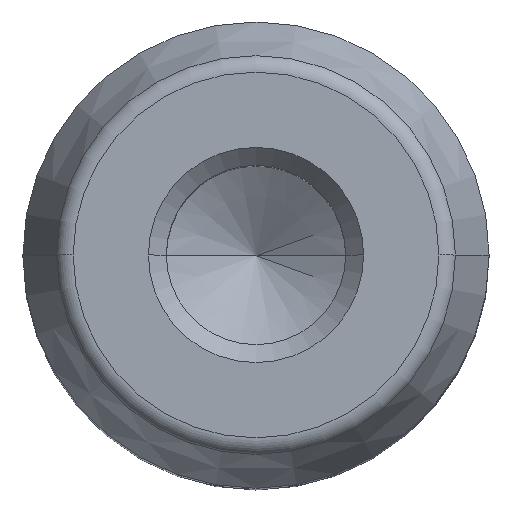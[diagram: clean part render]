
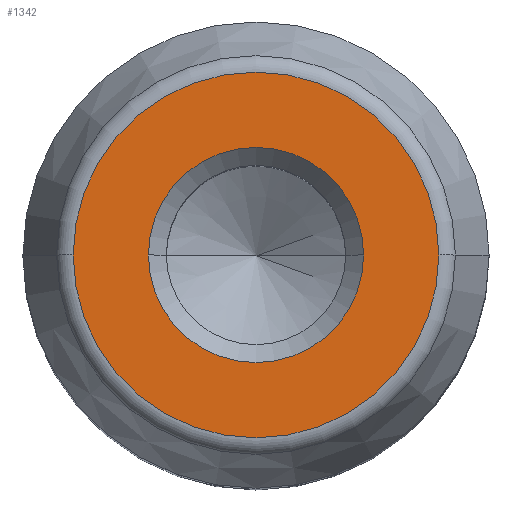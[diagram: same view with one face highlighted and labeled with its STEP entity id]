
A CAD part, top view. The second image highlights one B-rep face of the part: STEP entity #1342.
In plain terms, the highlighted planar face has unit normal (0, 0, 1).
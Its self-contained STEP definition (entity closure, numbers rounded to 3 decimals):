
#43 = AXIS2_PLACEMENT_3D ( 'NONE', #314, #1087, #425 ) ;
#64 = DIRECTION ( 'NONE',  ( 0., 0., -1. ) ) ;
#89 = FACE_OUTER_BOUND ( 'NONE', #541, .T. ) ;
#126 = CARTESIAN_POINT ( 'NONE',  ( 0., 0., 30. ) ) ;
#136 = EDGE_LOOP ( 'NONE', ( #555, #166 ) ) ;
#166 = ORIENTED_EDGE ( 'NONE', *, *, #546, .T. ) ;
#228 = DIRECTION ( 'NONE',  ( 1., 0., 0. ) ) ;
#288 = CARTESIAN_POINT ( 'NONE',  ( 5.099, 0., 30. ) ) ;
#314 = CARTESIAN_POINT ( 'NONE',  ( 0., 0., 30. ) ) ;
#331 = VERTEX_POINT ( 'NONE', #1268 ) ;
#372 = FACE_BOUND ( 'NONE', #136, .T. ) ;
#390 = CIRCLE ( 'NONE', #655, 3. ) ;
#425 = DIRECTION ( 'NONE',  ( 1., 0., 0. ) ) ;
#426 = CIRCLE ( 'NONE', #429, 5.099 ) ;
#429 = AXIS2_PLACEMENT_3D ( 'NONE', #1317, #658, #1433 ) ;
#470 = EDGE_CURVE ( 'NONE', #824, #1019, #426, .T. ) ;
#541 = EDGE_LOOP ( 'NONE', ( #988, #1037 ) ) ;
#546 = EDGE_CURVE ( 'NONE', #331, #558, #390, .T. ) ;
#555 = ORIENTED_EDGE ( 'NONE', *, *, #1181, .T. ) ;
#558 = VERTEX_POINT ( 'NONE', #1325 ) ;
#635 = EDGE_CURVE ( 'NONE', #1019, #824, #913, .T. ) ;
#655 = AXIS2_PLACEMENT_3D ( 'NONE', #126, #887, #228 ) ;
#658 = DIRECTION ( 'NONE',  ( 0., 0., 1. ) ) ;
#717 = CARTESIAN_POINT ( 'NONE',  ( 0., 0., 30. ) ) ;
#806 = AXIS2_PLACEMENT_3D ( 'NONE', #859, #1291, #968 ) ;
#824 = VERTEX_POINT ( 'NONE', #1246 ) ;
#835 = DIRECTION ( 'NONE',  ( 1., 0., 0. ) ) ;
#859 = CARTESIAN_POINT ( 'NONE',  ( 0., 0., 30. ) ) ;
#887 = DIRECTION ( 'NONE',  ( 0., 0., -1. ) ) ;
#913 = CIRCLE ( 'NONE', #43, 5.099 ) ;
#968 = DIRECTION ( 'NONE',  ( 1., 0., 0. ) ) ;
#988 = ORIENTED_EDGE ( 'NONE', *, *, #635, .T. ) ;
#1019 = VERTEX_POINT ( 'NONE', #288 ) ;
#1037 = ORIENTED_EDGE ( 'NONE', *, *, #470, .T. ) ;
#1087 = DIRECTION ( 'NONE',  ( 0., 0., 1. ) ) ;
#1181 = EDGE_CURVE ( 'NONE', #558, #331, #1401, .T. ) ;
#1246 = CARTESIAN_POINT ( 'NONE',  ( -5.099, 0., 30. ) ) ;
#1268 = CARTESIAN_POINT ( 'NONE',  ( -3., 0., 30. ) ) ;
#1291 = DIRECTION ( 'NONE',  ( 0., 0., 1. ) ) ;
#1317 = CARTESIAN_POINT ( 'NONE',  ( 0., 0., 30. ) ) ;
#1325 = CARTESIAN_POINT ( 'NONE',  ( 3., 0., 30. ) ) ;
#1342 = ADVANCED_FACE ( 'NONE', ( #372, #89 ), #1411, .T. ) ;
#1401 = CIRCLE ( 'NONE', #1417, 3. ) ;
#1411 = PLANE ( 'NONE',  #806 ) ;
#1417 = AXIS2_PLACEMENT_3D ( 'NONE', #717, #64, #835 ) ;
#1433 = DIRECTION ( 'NONE',  ( 1., 0., 0. ) ) ;
